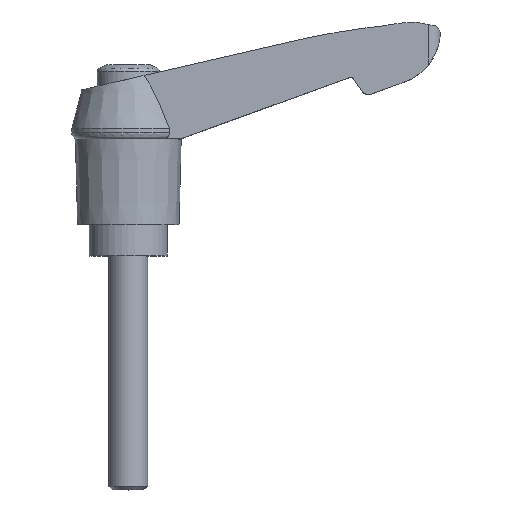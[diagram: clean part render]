
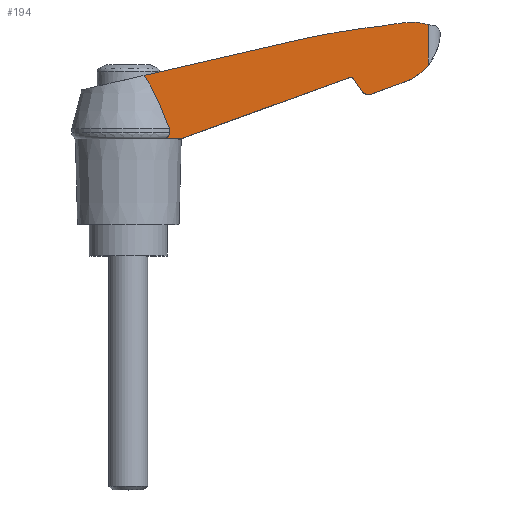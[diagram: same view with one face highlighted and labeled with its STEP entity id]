
A CAD part, top view. The second image highlights one B-rep face of the part: STEP entity #194.
In plain terms, the highlighted planar face has unit normal (0.035, 0, 0.999).
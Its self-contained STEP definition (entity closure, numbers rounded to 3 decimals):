
#194 = ADVANCED_FACE( '', ( #428 ), #429, .F. );
#428 = FACE_OUTER_BOUND( '', #699, .T. );
#429 = PLANE( '', #700 );
#699 = EDGE_LOOP( '', ( #1215, #1216, #1217, #1218, #1219, #1220, #1221, #1222, #1223, #1224, #1225, #1226, #1227, #1228, #1229 ) );
#700 = AXIS2_PLACEMENT_3D( '', #1230, #1231, #1232 );
#1215 = ORIENTED_EDGE( '', *, *, #1796, .F. );
#1216 = ORIENTED_EDGE( '', *, *, #1797, .T. );
#1217 = ORIENTED_EDGE( '', *, *, #1595, .F. );
#1218 = ORIENTED_EDGE( '', *, *, #1798, .F. );
#1219 = ORIENTED_EDGE( '', *, *, #1799, .T. );
#1220 = ORIENTED_EDGE( '', *, *, #1634, .F. );
#1221 = ORIENTED_EDGE( '', *, *, #1800, .F. );
#1222 = ORIENTED_EDGE( '', *, *, #1683, .F. );
#1223 = ORIENTED_EDGE( '', *, *, #1694, .F. );
#1224 = ORIENTED_EDGE( '', *, *, #1801, .F. );
#1225 = ORIENTED_EDGE( '', *, *, #1786, .F. );
#1226 = ORIENTED_EDGE( '', *, *, #1802, .F. );
#1227 = ORIENTED_EDGE( '', *, *, #1803, .F. );
#1228 = ORIENTED_EDGE( '', *, *, #1804, .F. );
#1229 = ORIENTED_EDGE( '', *, *, #1805, .F. );
#1230 = CARTESIAN_POINT( '', ( 0., 35., 5.157 ) );
#1231 = DIRECTION( '', ( -0.035, 0., -0.999 ) );
#1232 = DIRECTION( '', ( -0.999, 0., 0.035 ) );
#1595 = EDGE_CURVE( '', #1894, #1895, #1896, .T. );
#1634 = EDGE_CURVE( '', #1963, #1958, #1965, .T. );
#1683 = EDGE_CURVE( '', #2049, #2051, #2052, .T. );
#1694 = EDGE_CURVE( '', #2066, #2049, #2068, .T. );
#1786 = EDGE_CURVE( '', #2203, #2205, #2206, .T. );
#1796 = EDGE_CURVE( '', #2220, #2221, #2222, .T. );
#1797 = EDGE_CURVE( '', #2220, #1895, #2223, .T. );
#1798 = EDGE_CURVE( '', #2224, #1894, #2225, .T. );
#1799 = EDGE_CURVE( '', #2224, #1958, #2226, .T. );
#1800 = EDGE_CURVE( '', #2051, #1963, #2227, .T. );
#1801 = EDGE_CURVE( '', #2205, #2066, #2228, .T. );
#1802 = EDGE_CURVE( '', #2229, #2203, #2230, .T. );
#1803 = EDGE_CURVE( '', #2231, #2229, #2232, .T. );
#1804 = EDGE_CURVE( '', #2233, #2231, #2234, .T. );
#1805 = EDGE_CURVE( '', #2221, #2233, #2235, .T. );
#1894 = VERTEX_POINT( '', #2338 );
#1895 = VERTEX_POINT( '', #2339 );
#1896 = LINE( '', #2340, #2341 );
#1958 = VERTEX_POINT( '', #2424 );
#1963 = VERTEX_POINT( '', #2431 );
#1965 = LINE( '', #2434, #2435 );
#2049 = VERTEX_POINT( '', #2564 );
#2051 = VERTEX_POINT( '', #2567 );
#2052 = LINE( '', #2568, #2569 );
#2066 = VERTEX_POINT( '', #2624 );
#2068 = ELLIPSE( '', #2645, 7.004, 7. );
#2203 = VERTEX_POINT( '', #2860 );
#2205 = VERTEX_POINT( '', #2863 );
#2206 = ELLIPSE( '', #2864, 31.019, 31. );
#2220 = VERTEX_POINT( '', #2883 );
#2221 = VERTEX_POINT( '', #2884 );
#2222 = LINE( '', #2885, #2886 );
#2223 = B_SPLINE_CURVE_WITH_KNOTS( '', 3, ( #2887, #2888, #2889, #2890, #2891, #2892 ), .UNSPECIFIED., .F., .F., ( 4, 2, 4 ), ( 0., 0.001, 0.001 ), .UNSPECIFIED. );
#2224 = VERTEX_POINT( '', #2893 );
#2225 = LINE( '', #2894, #2895 );
#2226 = ELLIPSE( '', #2896, 0.5, 0.5 );
#2227 = ELLIPSE( '', #2897, 1.001, 1. );
#2228 = LINE( '', #2898, #2899 );
#2229 = VERTEX_POINT( '', #2900 );
#2230 = ELLIPSE( '', #2901, 29.818, 29.8 );
#2231 = VERTEX_POINT( '', #2902 );
#2232 = ELLIPSE( '', #2903, 105.065, 105. );
#2233 = VERTEX_POINT( '', #2904 );
#2234 = LINE( '', #2905, #2906 );
#2235 = B_SPLINE_CURVE_WITH_KNOTS( '', 3, ( #2907, #2908, #2909, #2910, #2911, #2912, #2913, #2914, #2915, #2916 ), .UNSPECIFIED., .F., .F., ( 4, 2, 2, 2, 4 ), ( 0., 0.004, 0.006, 0.007, 0.008 ), .UNSPECIFIED. );
#2338 = CARTESIAN_POINT( '', ( 6.7, 15., 4.921 ) );
#2339 = CARTESIAN_POINT( '', ( 4.596, 15., 4.995 ) );
#2340 = CARTESIAN_POINT( '', ( -0.074, 15., 5.159 ) );
#2341 = VECTOR( '', #3054, 1000. );
#2424 = CARTESIAN_POINT( '', ( 28.929, 22.687, 4.139 ) );
#2431 = CARTESIAN_POINT( '', ( 29.977, 21.134, 4.102 ) );
#2434 = CARTESIAN_POINT( '', ( 28.895, 22.738, 4.141 ) );
#2435 = VECTOR( '', #3100, 1000. );
#2564 = CARTESIAN_POINT( '', ( 35.1, 22.192, 3.922 ) );
#2567 = CARTESIAN_POINT( '', ( 31.148, 20.754, 4.061 ) );
#2568 = CARTESIAN_POINT( '', ( 31.049, 20.718, 4.065 ) );
#2569 = VECTOR( '', #3159, 1000. );
#2624 = CARTESIAN_POINT( '', ( 38.456, 24.475, 3.804 ) );
#2645 = AXIS2_PLACEMENT_3D( '', #3167, #3168, #3169 );
#2860 = CARTESIAN_POINT( '', ( 36.6, 30., 3.87 ) );
#2863 = CARTESIAN_POINT( '', ( 38.456, 29.67, 3.804 ) );
#2864 = AXIS2_PLACEMENT_3D( '', #3281, #3282, #3283 );
#2883 = CARTESIAN_POINT( '', ( 5.277, 15.772, 4.971 ) );
#2884 = CARTESIAN_POINT( '', ( 5.277, 16.3, 4.971 ) );
#2885 = CARTESIAN_POINT( '', ( 5.277, 44.198, 4.971 ) );
#2886 = VECTOR( '', #3295, 1000. );
#2887 = CARTESIAN_POINT( '', ( 5.277, 15.772, 4.971 ) );
#2888 = CARTESIAN_POINT( '', ( 5.273, 15.588, 4.971 ) );
#2889 = CARTESIAN_POINT( '', ( 5.185, 15.415, 4.974 ) );
#2890 = CARTESIAN_POINT( '', ( 4.931, 15.154, 4.983 ) );
#2891 = CARTESIAN_POINT( '', ( 4.769, 15.062, 4.989 ) );
#2892 = CARTESIAN_POINT( '', ( 4.596, 15., 4.995 ) );
#2893 = CARTESIAN_POINT( '', ( 28.344, 22.878, 4.16 ) );
#2894 = CARTESIAN_POINT( '', ( 6.628, 14.974, 4.924 ) );
#2895 = VECTOR( '', #3296, 1000. );
#2896 = AXIS2_PLACEMENT_3D( '', #3297, #3298, #3299 );
#2897 = AXIS2_PLACEMENT_3D( '', #3300, #3301, #3302 );
#2898 = CARTESIAN_POINT( '', ( 38.456, 35., 3.804 ) );
#2899 = VECTOR( '', #3303, 1000. );
#2900 = CARTESIAN_POINT( '', ( 32.6, 29.5, 4.01 ) );
#2901 = AXIS2_PLACEMENT_3D( '', #3304, #3305, #3306 );
#2902 = CARTESIAN_POINT( '', ( 21., 27.532, 4.418 ) );
#2903 = AXIS2_PLACEMENT_3D( '', #3307, #3308, #3309 );
#2904 = CARTESIAN_POINT( '', ( 2.014, 23.149, 5.086 ) );
#2905 = CARTESIAN_POINT( '', ( 20.906, 27.511, 4.422 ) );
#2906 = VECTOR( '', #3310, 1000. );
#2907 = CARTESIAN_POINT( '', ( 5.277, 16.3, 4.971 ) );
#2908 = CARTESIAN_POINT( '', ( 4.838, 17.49, 4.987 ) );
#2909 = CARTESIAN_POINT( '', ( 4.376, 18.673, 5.003 ) );
#2910 = CARTESIAN_POINT( '', ( 3.6, 20.41, 5.03 ) );
#2911 = CARTESIAN_POINT( '', ( 3.327, 20.983, 5.04 ) );
#2912 = CARTESIAN_POINT( '', ( 2.876, 21.822, 5.056 ) );
#2913 = CARTESIAN_POINT( '', ( 2.72, 22.097, 5.061 ) );
#2914 = CARTESIAN_POINT( '', ( 2.385, 22.636, 5.073 ) );
#2915 = CARTESIAN_POINT( '', ( 2.207, 22.899, 5.079 ) );
#2916 = CARTESIAN_POINT( '', ( 2.014, 23.149, 5.086 ) );
#3054 = DIRECTION( '', ( -0.999, 0., 0.035 ) );
#3100 = DIRECTION( '', ( -0.559, 0.829, 0.02 ) );
#3159 = DIRECTION( '', ( -0.939, -0.342, 0.033 ) );
#3167 = CARTESIAN_POINT( '', ( 33.01, 28.873, 3.996 ) );
#3168 = DIRECTION( '', ( -0.035, 0., -0.999 ) );
#3169 = DIRECTION( '', ( 0.999, 0., -0.035 ) );
#3281 = CARTESIAN_POINT( '', ( 32.097, -0.671, 4.028 ) );
#3282 = DIRECTION( '', ( -0.035, 0., -0.999 ) );
#3283 = DIRECTION( '', ( 0.999, 0., -0.035 ) );
#3295 = DIRECTION( '', ( 0., 1., 0. ) );
#3296 = DIRECTION( '', ( -0.939, -0.342, 0.033 ) );
#3297 = CARTESIAN_POINT( '', ( 28.515, 22.408, 4.154 ) );
#3298 = DIRECTION( '', ( -0.035, 0., -0.999 ) );
#3299 = DIRECTION( '', ( 0.999, 0., -0.035 ) );
#3300 = CARTESIAN_POINT( '', ( 30.806, 21.694, 4.073 ) );
#3301 = DIRECTION( '', ( -0.035, 0., -0.999 ) );
#3302 = DIRECTION( '', ( 0.999, 0., -0.035 ) );
#3303 = DIRECTION( '', ( 0., -1., 0. ) );
#3304 = CARTESIAN_POINT( '', ( 38.288, 0.248, 3.81 ) );
#3305 = DIRECTION( '', ( -0.035, 0., -0.999 ) );
#3306 = DIRECTION( '', ( 0.999, 0., -0.035 ) );
#3307 = CARTESIAN_POINT( '', ( 44.332, -74.843, 3.598 ) );
#3308 = DIRECTION( '', ( -0.035, 0., -0.999 ) );
#3309 = DIRECTION( '', ( 0.999, 0., -0.035 ) );
#3310 = DIRECTION( '', ( 0.974, 0.225, -0.034 ) );
